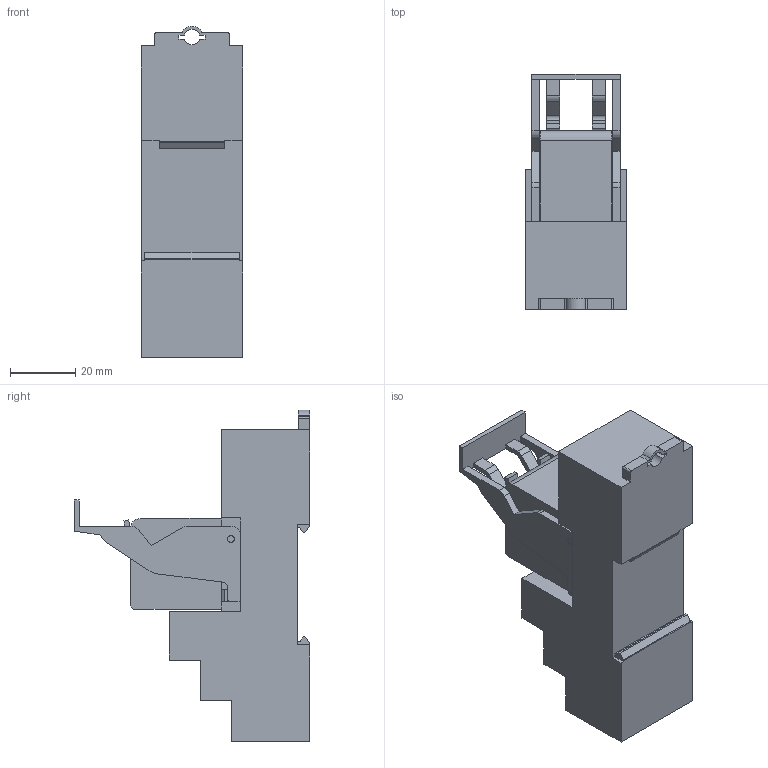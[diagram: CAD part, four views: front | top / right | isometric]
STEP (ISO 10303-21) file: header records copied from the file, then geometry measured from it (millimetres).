
FILE_DESCRIPTION(('CATIA V5 STEP Exchange','CAx-IF Rec.Pracs.--- Model Styling and Organization---1.2---2011-12-15'),'2;1');
FILE_NAME ('D1450221_0', '2019-01-02T09:01:03+00:00', ('none'), ('Weidmueller'), 'CATIA Version 5-6 Release 2014', 'CATIA V5 STEP AP214', 'none');
FILE_SCHEMA(('AUTOMOTIVE_DESIGN { 1 0 10303 214 1 1 1 1 }'));
Length unit declared in the file: millimetre
Products named in the file (1): 1246790000
Bounding box: 31 x 72 x 101.5 mm (x, y, z)
Volume: 99636.5 mm3; surface area: 27008.7 mm2
Topology: 3 solids, 3 shells, 565 faces, 1456 edges, 950 vertices
Faces by surface type: plane 456, cylinder 109
Entity records: 15417 total; most frequent: ORIENTED_EDGE 2912, CARTESIAN_POINT 2767, DIRECTION 2008, EDGE_CURVE 1456, VECTOR 1182, LINE 1182, VERTEX_POINT 950, EDGE_LOOP 626
